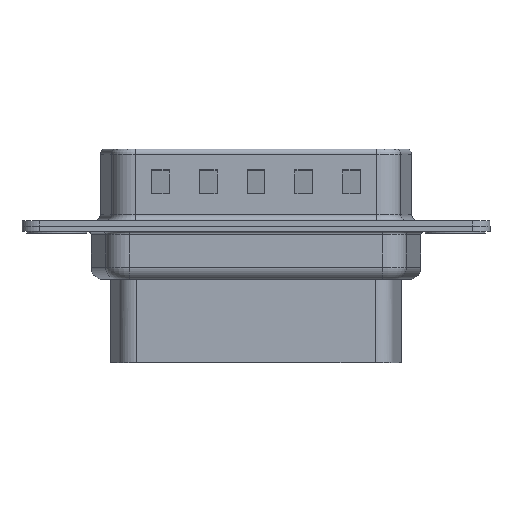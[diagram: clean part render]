
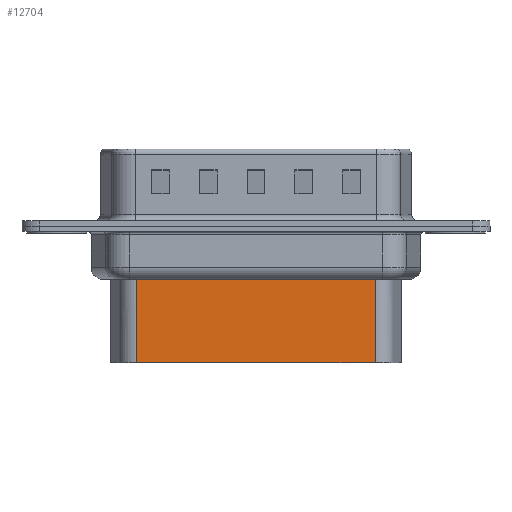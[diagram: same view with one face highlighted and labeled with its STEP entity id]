
A CAD part, front view. The second image highlights one B-rep face of the part: STEP entity #12704.
In plain terms, the highlighted planar face has unit normal (0, -1, 0).
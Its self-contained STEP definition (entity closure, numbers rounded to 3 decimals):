
#142 = ORIENTED_EDGE ( 'NONE', *, *, #1475, .T. ) ;
#310 = ORIENTED_EDGE ( 'NONE', *, *, #2580, .F. ) ;
#421 = VECTOR ( 'NONE', #3922, 1000. ) ;
#440 = DIRECTION ( 'NONE',  ( 0., -1., 0. ) ) ;
#568 = DIRECTION ( 'NONE',  ( -1., 0., 0. ) ) ;
#1275 = VECTOR ( 'NONE', #8000, 1000. ) ;
#1396 = CARTESIAN_POINT ( 'NONE',  ( 6.681, -3.5, -4.097 ) ) ;
#1475 = EDGE_CURVE ( 'NONE', #12840, #9529, #9852, .T. ) ;
#2482 = CARTESIAN_POINT ( 'NONE',  ( 6.434, -3.5, -4.097 ) ) ;
#2580 = EDGE_CURVE ( 'NONE', #12840, #11825, #11875, .T. ) ;
#2857 = VECTOR ( 'NONE', #568, 1000. ) ;
#2929 = CARTESIAN_POINT ( 'NONE',  ( 26.619, -3.5, -11.45 ) ) ;
#3054 = LINE ( 'NONE', #10945, #421 ) ;
#3389 = PLANE ( 'NONE',  #7561 ) ;
#3495 = FACE_OUTER_BOUND ( 'NONE', #11300, .T. ) ;
#3922 = DIRECTION ( 'NONE',  ( 0., 0., -1. ) ) ;
#5517 = LINE ( 'NONE', #6535, #2857 ) ;
#6050 = VERTEX_POINT ( 'NONE', #6153 ) ;
#6153 = CARTESIAN_POINT ( 'NONE',  ( 6.681, -3.5, -11.45 ) ) ;
#6535 = CARTESIAN_POINT ( 'NONE',  ( 6.681, -3.5, -11.45 ) ) ;
#7156 = DIRECTION ( 'NONE',  ( -1., 0., 0. ) ) ;
#7405 = DIRECTION ( 'NONE',  ( 1., 0., 0. ) ) ;
#7561 = AXIS2_PLACEMENT_3D ( 'NONE', #10367, #440, #7405 ) ;
#8000 = DIRECTION ( 'NONE',  ( 0., 0., -1. ) ) ;
#8013 = EDGE_CURVE ( 'NONE', #9529, #6050, #3054, .T. ) ;
#8046 = ORIENTED_EDGE ( 'NONE', *, *, #12772, .F. ) ;
#9529 = VERTEX_POINT ( 'NONE', #1396 ) ;
#9593 = ORIENTED_EDGE ( 'NONE', *, *, #8013, .T. ) ;
#9852 = LINE ( 'NONE', #2482, #12194 ) ;
#10367 = CARTESIAN_POINT ( 'NONE',  ( 6.681, -3.5, -3.1 ) ) ;
#10945 = CARTESIAN_POINT ( 'NONE',  ( 6.681, -3.5, -3.1 ) ) ;
#11145 = CARTESIAN_POINT ( 'NONE',  ( 26.619, -3.5, -4.097 ) ) ;
#11300 = EDGE_LOOP ( 'NONE', ( #310, #142, #9593, #8046 ) ) ;
#11697 = CARTESIAN_POINT ( 'NONE',  ( 26.619, -3.5, -3.1 ) ) ;
#11825 = VERTEX_POINT ( 'NONE', #2929 ) ;
#11875 = LINE ( 'NONE', #11697, #1275 ) ;
#12194 = VECTOR ( 'NONE', #7156, 1000. ) ;
#12704 = ADVANCED_FACE ( 'NONE', ( #3495 ), #3389, .T. ) ;
#12772 = EDGE_CURVE ( 'NONE', #11825, #6050, #5517, .T. ) ;
#12840 = VERTEX_POINT ( 'NONE', #11145 ) ;
